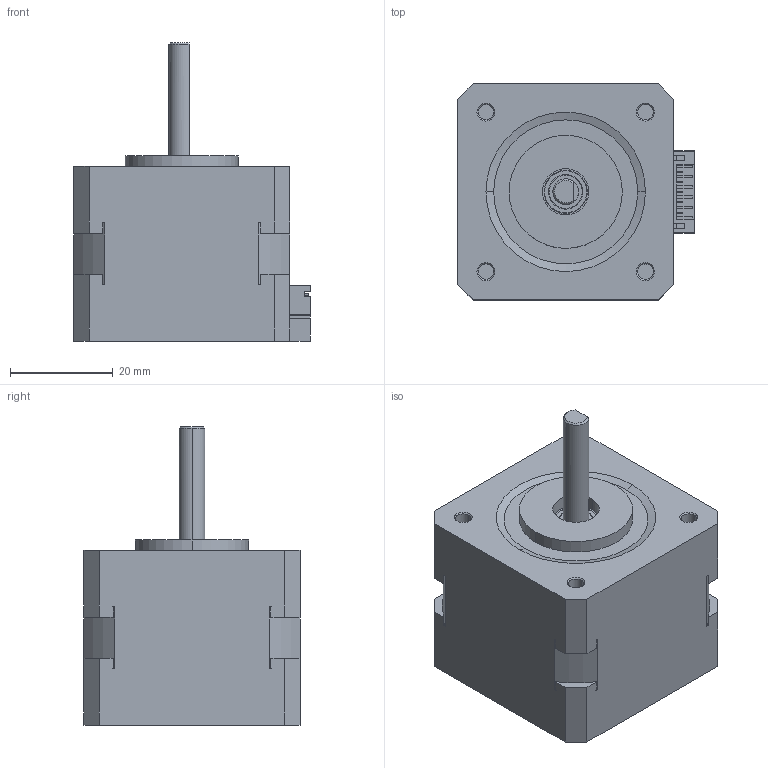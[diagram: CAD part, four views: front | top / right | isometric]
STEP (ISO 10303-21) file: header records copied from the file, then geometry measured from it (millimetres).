
FILE_DESCRIPTION (( 'STEP AP214' ), '1' );
FILE_NAME ('42 step motor-34mm height.STEP', '2021-10-18T02:49:10', ( '' ), ( '' ), 'SwSTEP 2.0', 'SolidWorks 2016', '' );
FILE_SCHEMA (( 'AUTOMOTIVE_DESIGN' ));
Length unit declared in the file: millimetre
Products named in the file (1): 42 step motor-34mm height
Bounding box: 46 x 42 x 58 mm (x, y, z)
Volume: 59566.4 mm3; surface area: 11604.1 mm2
Topology: 1 solids, 1 shells, 347 faces, 919 edges, 605 vertices
Faces by surface type: plane 219, cylinder 106, cone 14, torus 8
Entity records: 13931 total; most frequent: CARTESIAN_POINT 2302, ORIENTED_EDGE 1838, DIRECTION 1749, EDGE_CURVE 919, LINE 605, VERTEX_POINT 605, VECTOR 605, AXIS2_PLACEMENT_3D 572
